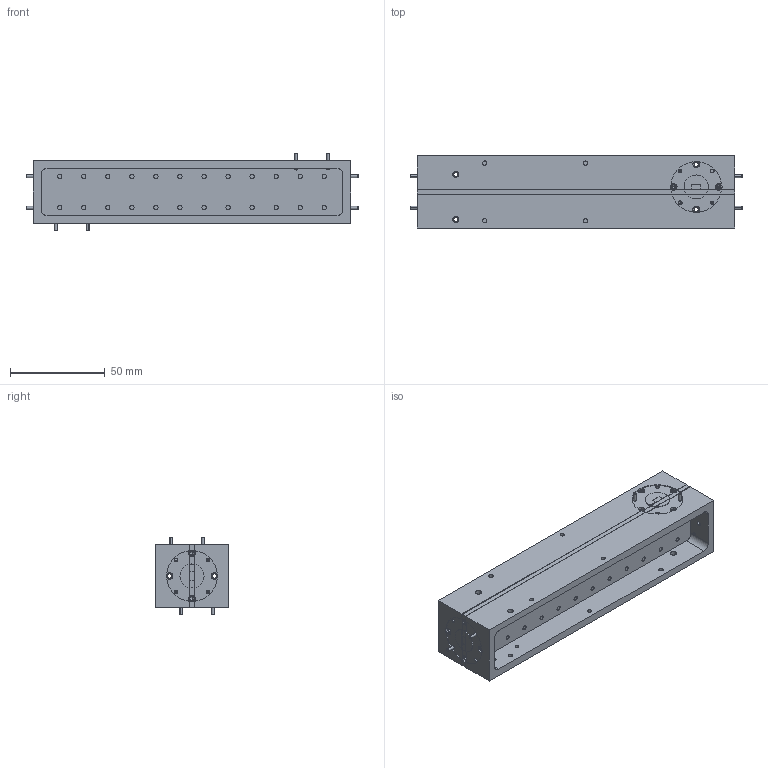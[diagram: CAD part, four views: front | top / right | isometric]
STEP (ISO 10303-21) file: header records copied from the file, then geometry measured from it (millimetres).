
FILE_DESCRIPTION (( 'STEP AP214' ), '1' );
FILE_NAME ('WD-DB-U-A, DF.STEP', '2025-10-28T18:50:30', ( '' ), ( '' ), 'SwSTEP 2.0', 'SolidWorks 2021', '' );
FILE_SCHEMA (( 'AUTOMOTIVE_DESIGN' ));
Length unit declared in the file: inch
Products named in the file (1): WD-DB-U-A, DF
Bounding box: 175.39 x 38.1 x 40.77 mm (x, y, z)
Volume: 105051.6 mm3; surface area: 61809.2 mm2
Topology: 35 solids, 43 shells, 1309 faces, 2940 edges, 1777 vertices
Faces by surface type: plane 484, cylinder 455, cone 368, bspline 2
Entity records: 53768 total; most frequent: CARTESIAN_POINT 7165, DIRECTION 6607, ORIENTED_EDGE 5800, EDGE_CURVE 2900, AXIS2_PLACEMENT_3D 2583, VERTEX_POINT 1777, EDGE_LOOP 1481, LINE 1441
